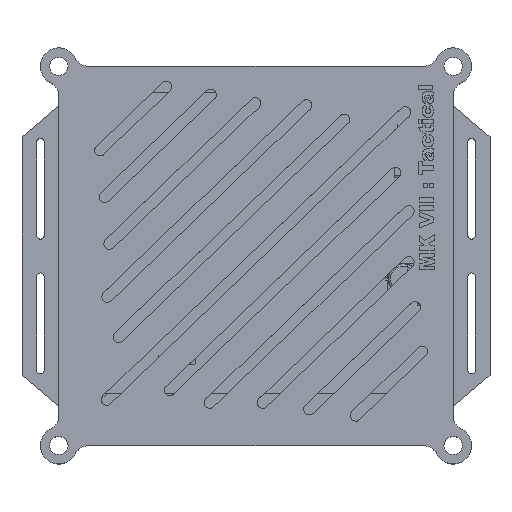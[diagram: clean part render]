
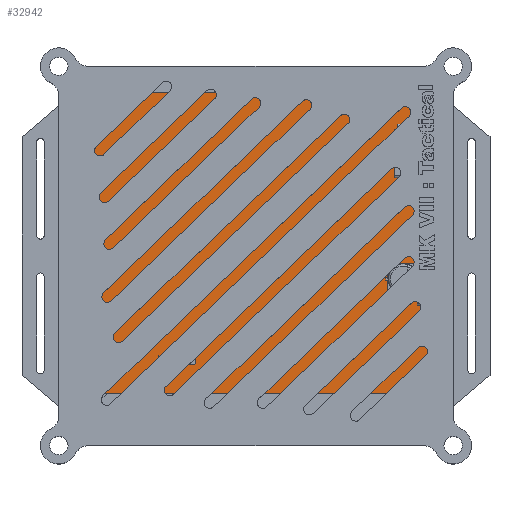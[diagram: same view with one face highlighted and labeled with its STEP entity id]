
A CAD part, top view. The second image highlights one B-rep face of the part: STEP entity #32942.
In plain terms, the highlighted planar face has unit normal (0, 0, 1).
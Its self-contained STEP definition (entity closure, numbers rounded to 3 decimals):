
#1140=CIRCLE('',#35414,1.5);
#1142=CIRCLE('',#35417,1.5);
#1144=CIRCLE('',#35420,1.5);
#1146=CIRCLE('',#35423,1.5);
#1869=FACE_BOUND('',#5015,.T.);
#1870=FACE_BOUND('',#5016,.T.);
#1871=FACE_BOUND('',#5017,.T.);
#1872=FACE_BOUND('',#5018,.T.);
#3213=FACE_OUTER_BOUND('',#5014,.T.);
#5014=EDGE_LOOP('',(#27746,#27747,#27748,#27749));
#5015=EDGE_LOOP('',(#27750));
#5016=EDGE_LOOP('',(#27751));
#5017=EDGE_LOOP('',(#27752));
#5018=EDGE_LOOP('',(#27753));
#8363=LINE('',#52069,#11990);
#8367=LINE('',#52077,#11994);
#8370=LINE('',#52083,#11997);
#8373=LINE('',#52088,#12000);
#11990=VECTOR('',#42657,10.);
#11994=VECTOR('',#42663,10.);
#11997=VECTOR('',#42668,10.);
#12000=VECTOR('',#42673,10.);
#15111=VERTEX_POINT('',#52045);
#15113=VERTEX_POINT('',#52051);
#15115=VERTEX_POINT('',#52057);
#15117=VERTEX_POINT('',#52063);
#15118=VERTEX_POINT('',#52067);
#15119=VERTEX_POINT('',#52068);
#15122=VERTEX_POINT('',#52076);
#15124=VERTEX_POINT('',#52082);
#19451=EDGE_CURVE('',#15111,#15111,#1140,.T.);
#19454=EDGE_CURVE('',#15113,#15113,#1142,.T.);
#19457=EDGE_CURVE('',#15115,#15115,#1144,.T.);
#19460=EDGE_CURVE('',#15117,#15117,#1146,.T.);
#19461=EDGE_CURVE('',#15118,#15119,#8363,.T.);
#19465=EDGE_CURVE('',#15122,#15118,#8367,.T.);
#19468=EDGE_CURVE('',#15124,#15122,#8370,.T.);
#19471=EDGE_CURVE('',#15119,#15124,#8373,.T.);
#27746=ORIENTED_EDGE('',*,*,#19471,.F.);
#27747=ORIENTED_EDGE('',*,*,#19461,.F.);
#27748=ORIENTED_EDGE('',*,*,#19465,.F.);
#27749=ORIENTED_EDGE('',*,*,#19468,.F.);
#27750=ORIENTED_EDGE('',*,*,#19460,.T.);
#27751=ORIENTED_EDGE('',*,*,#19457,.T.);
#27752=ORIENTED_EDGE('',*,*,#19454,.T.);
#27753=ORIENTED_EDGE('',*,*,#19451,.T.);
#31169=PLANE('',#35428);
#32942=ADVANCED_FACE('',(#3213,#1869,#1870,#1871,#1872),#31169,.T.);
#35414=AXIS2_PLACEMENT_3D('',#52047,#42632,#42633);
#35417=AXIS2_PLACEMENT_3D('',#52053,#42639,#42640);
#35420=AXIS2_PLACEMENT_3D('',#52059,#42646,#42647);
#35423=AXIS2_PLACEMENT_3D('',#52065,#42653,#42654);
#35428=AXIS2_PLACEMENT_3D('',#52090,#42675,#42676);
#42632=DIRECTION('center_axis',(0.,0.,-1.));
#42633=DIRECTION('ref_axis',(1.,0.,0.));
#42639=DIRECTION('center_axis',(0.,0.,-1.));
#42640=DIRECTION('ref_axis',(1.,0.,0.));
#42646=DIRECTION('center_axis',(0.,0.,-1.));
#42647=DIRECTION('ref_axis',(1.,0.,0.));
#42653=DIRECTION('center_axis',(0.,0.,-1.));
#42654=DIRECTION('ref_axis',(1.,0.,0.));
#42657=DIRECTION('',(1.,0.,0.));
#42663=DIRECTION('',(0.,1.,0.));
#42668=DIRECTION('',(-1.,0.,0.));
#42673=DIRECTION('',(0.,-1.,0.));
#42675=DIRECTION('center_axis',(0.,0.,1.));
#42676=DIRECTION('ref_axis',(1.,0.,0.));
#52045=CARTESIAN_POINT('',(44.75,-37.5,0.));
#52047=CARTESIAN_POINT('Origin',(46.25,-37.5,0.));
#52051=CARTESIAN_POINT('',(-47.75,-37.5,0.));
#52053=CARTESIAN_POINT('Origin',(-46.25,-37.5,0.));
#52057=CARTESIAN_POINT('',(44.75,37.5,0.));
#52059=CARTESIAN_POINT('Origin',(46.25,37.5,0.));
#52063=CARTESIAN_POINT('',(-47.75,37.5,0.));
#52065=CARTESIAN_POINT('Origin',(-46.25,37.5,0.));
#52067=CARTESIAN_POINT('',(-49.5,40.75,0.));
#52068=CARTESIAN_POINT('',(49.5,40.75,0.));
#52069=CARTESIAN_POINT('',(-49.5,40.75,0.));
#52076=CARTESIAN_POINT('',(-49.5,-40.75,0.));
#52077=CARTESIAN_POINT('',(-49.5,-40.75,0.));
#52082=CARTESIAN_POINT('',(49.5,-40.75,0.));
#52083=CARTESIAN_POINT('',(49.5,-40.75,0.));
#52088=CARTESIAN_POINT('',(49.5,40.75,0.));
#52090=CARTESIAN_POINT('Origin',(0.,0.,0.));
